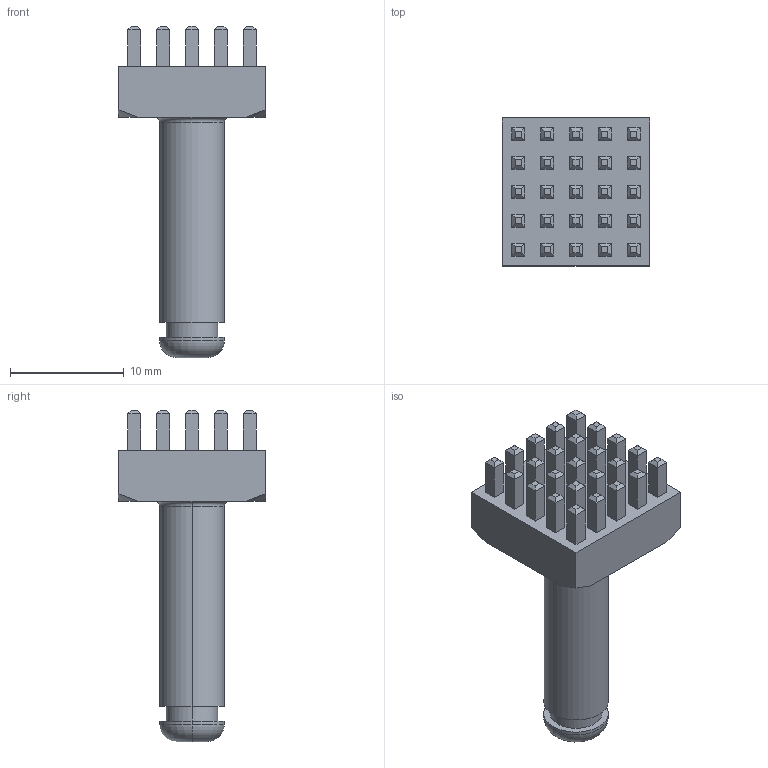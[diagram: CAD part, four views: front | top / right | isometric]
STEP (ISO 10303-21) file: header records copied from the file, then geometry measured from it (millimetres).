
FILE_DESCRIPTION (( 'STEP AP214' ), '1' );
FILE_NAME ('LF999157_68525.STEP', '2021-03-18T13:09:02', ( '' ), ( '' ), 'SwSTEP 2.0', 'SolidWorks 2018', '' );
FILE_SCHEMA (( 'AUTOMOTIVE_DESIGN' ));
Length unit declared in the file: millimetre
Products named in the file (1): LF999157_68525
Bounding box: 13 x 13 x 29.1 mm (x, y, z)
Volume: 1386 mm3; surface area: 1316.2 mm2
Topology: 1 solids, 1 shells, 275 faces, 625 edges, 382 vertices
Faces by surface type: plane 261, cylinder 6, torus 4, cone 4
Entity records: 7473 total; most frequent: CARTESIAN_POINT 1307, ORIENTED_EDGE 1250, DIRECTION 1193, EDGE_CURVE 625, LINE 593, VECTOR 593, VERTEX_POINT 382, EDGE_LOOP 305
